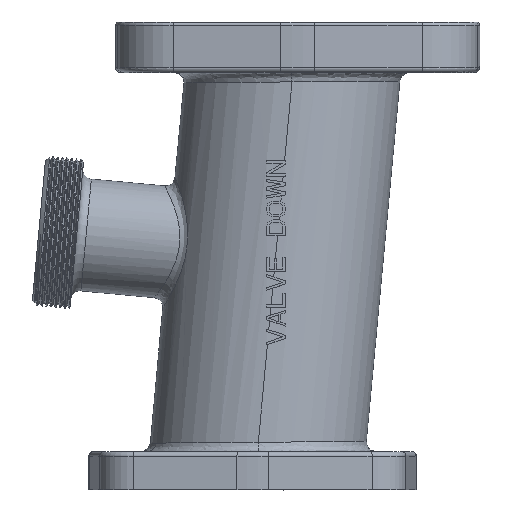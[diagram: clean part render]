
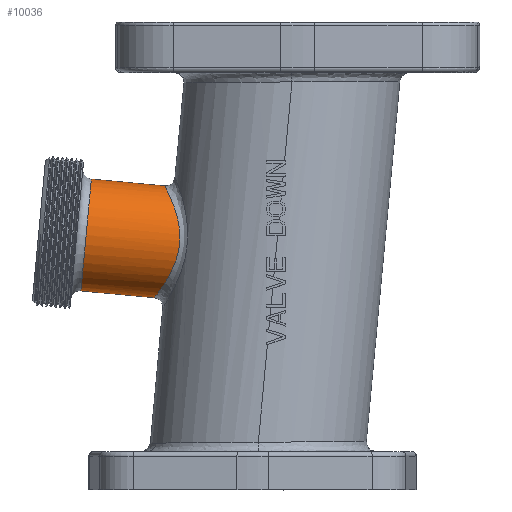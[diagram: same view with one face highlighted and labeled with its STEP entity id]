
A CAD part, left-side view. The second image highlights one B-rep face of the part: STEP entity #10036.
In plain terms, the highlighted cylindrical face has radius 19.05 mm (diameter 38.1 mm), a partial arc.
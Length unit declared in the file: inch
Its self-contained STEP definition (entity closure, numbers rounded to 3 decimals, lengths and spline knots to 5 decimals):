
#1117=CARTESIAN_POINT('',(0.,1.62545,
-0.60152));
#1118=CARTESIAN_POINT('',(-0.03959,1.62544,
-0.60152));
#1119=CARTESIAN_POINT('',(-0.12015,1.62077,
-0.59566));
#1120=CARTESIAN_POINT('',(-0.24183,1.5987,
-0.56755));
#1121=CARTESIAN_POINT('',(-0.36054,1.56209,
-0.5192));
#1122=CARTESIAN_POINT('',(-0.47544,1.51098,
-0.44722));
#1123=CARTESIAN_POINT('',(-0.577,1.4508,
-0.3528));
#1124=CARTESIAN_POINT('',(-0.65769,1.3906,
-0.24134));
#1125=CARTESIAN_POINT('',(-0.71355,1.33956,
-0.11923));
#1126=CARTESIAN_POINT('',(-0.74349,1.30532,
0.00031));
#1127=CARTESIAN_POINT('',(-0.75318,1.28649,
0.11912));
#1128=CARTESIAN_POINT('',(-0.7438,1.28276,
0.2393));
#1129=CARTESIAN_POINT('',(-0.71424,1.29403,
0.36299));
#1130=CARTESIAN_POINT('',(-0.65889,1.3213,
0.49233));
#1131=CARTESIAN_POINT('',(-0.57853,1.35974,
0.61338));
#1132=CARTESIAN_POINT('',(-0.47703,1.40151,
0.7178));
#1133=CARTESIAN_POINT('',(-0.36245,1.43848,
0.7983));
#1134=CARTESIAN_POINT('',(-0.24327,1.46574,
0.85311));
#1135=CARTESIAN_POINT('',(-0.12282,1.48227,
0.8849));
#1136=CARTESIAN_POINT('',(-0.04069,1.48602,
0.89198));
#1137=CARTESIAN_POINT('',(0.,1.48602,
0.89199));
#1139=DIRECTION('',(0.,0.996,0.093));
#1140=VECTOR('',#1139,0.98437);
#1141=CARTESIAN_POINT('',(0.,1.62545,
-0.60152));
#1142=LINE('',#1141,#1140);
#1143=CARTESIAN_POINT('',(0.,2.53585,0.23673));
#1144=DIRECTION('',(0.,-0.996,-0.093));
#1145=DIRECTION('',(0.,-0.093,0.996));
#1146=AXIS2_PLACEMENT_3D('',#1143,#1144,#1145);
#1148=DIRECTION('',(0.,0.996,0.093));
#1149=VECTOR('',#1148,0.98437);
#1150=CARTESIAN_POINT('',(0.,1.48602,
0.89199));
#1151=LINE('',#1150,#1149);
#7572=VERTEX_POINT('',#1117);
#7573=VERTEX_POINT('',#1137);
#7586=CARTESIAN_POINT('',(0.,2.46614,0.98348));
#7587=CARTESIAN_POINT('',(0.,2.60556,-0.51002));
#7588=VERTEX_POINT('',#7586);
#7589=VERTEX_POINT('',#7587);
#10024=CARTESIAN_POINT('',(0.,3.57278,0.33353));
#10025=DIRECTION('',(0.,-0.996,-0.093));
#10026=DIRECTION('',(0.,-0.093,0.996));
#10027=AXIS2_PLACEMENT_3D('',#10024,#10025,#10026);
#10028=CYLINDRICAL_SURFACE('',#10027,0.75);
#10029=ORIENTED_EDGE('',*,*,#9901,.F.);
#10030=ORIENTED_EDGE('',*,*,#10019,.T.);
#10032=ORIENTED_EDGE('',*,*,#10031,.F.);
#10033=ORIENTED_EDGE('',*,*,#10015,.F.);
#10034=EDGE_LOOP('',(#10029,#10030,#10032,#10033));
#10035=FACE_OUTER_BOUND('',#10034,.F.);
#10036=ADVANCED_FACE('',(#10035),#10028,.T.);
#1138=B_SPLINE_CURVE_WITH_KNOTS('',3,(#1117,#1118,#1119,#1120,#1121,#1122,#1123,
#1124,#1125,#1126,#1127,#1128,#1129,#1130,#1131,#1132,#1133,#1134,#1135,#1136,
#1137),.UNSPECIFIED.,.F.,.F.,(4,1,1,1,1,1,1,1,1,1,1,1,1,1,1,1,1,1,4),(0.,
0.05556,0.11111,0.16667,0.22222,
0.27778,0.33333,0.38889,0.44444,0.5,
0.55556,0.61111,0.66667,0.72222,
0.77778,0.83333,0.88889,0.94444,1.),
.UNSPECIFIED.);
#1147=CIRCLE('',#1146,0.75);
#9901=EDGE_CURVE('',#7572,#7573,#1138,.T.);
#10015=EDGE_CURVE('',#7573,#7588,#1151,.T.);
#10019=EDGE_CURVE('',#7572,#7589,#1142,.T.);
#10031=EDGE_CURVE('',#7588,#7589,#1147,.T.);
